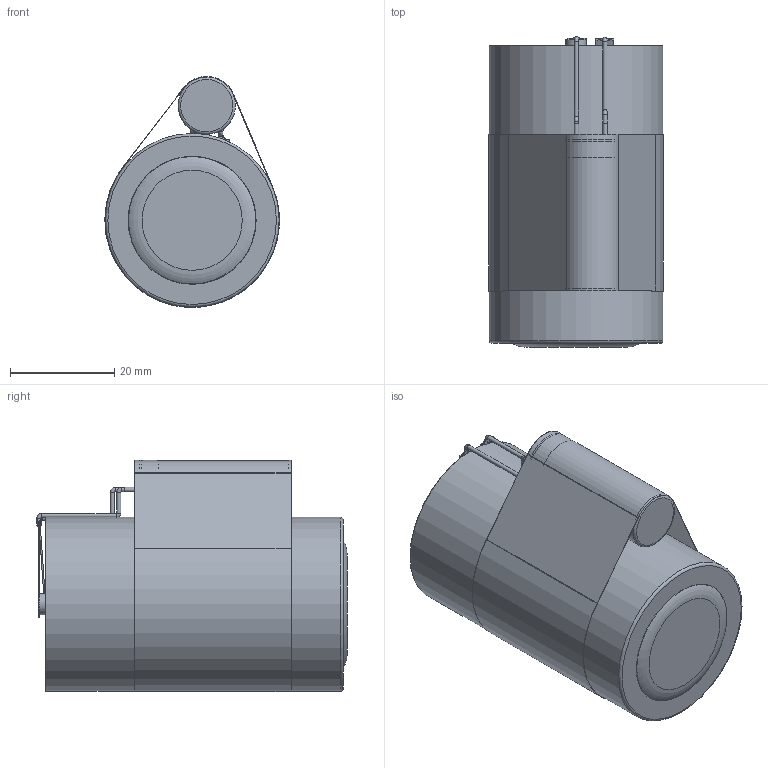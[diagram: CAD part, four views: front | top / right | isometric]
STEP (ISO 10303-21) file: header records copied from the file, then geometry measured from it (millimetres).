
FILE_DESCRIPTION (( 'STEP AP203' ), '1' );
FILE_NAME ('6VW3-10.STEP', '2022-02-01T16:10:57', ( '' ), ( '' ), 'SwSTEP 2.0', 'SolidWorks 2020', '' );
FILE_SCHEMA (( 'CONFIG_CONTROL_DESIGN' ));
Length unit declared in the file: millimetre
Products named in the file (6): T-605682-003-3M_SCOTCH_56_TAPE; T-605682-003-2-XLC 1030; T-605682-003-FLAT_WIRE_NEG; T-605682-003-FLAT_WIRE_POS; 6VW3-10; T-605682-003-BATTERY
Assembly tree (5 placements, depth 2):
  6VW3-10
    T-605682-003-BATTERY
    T-605682-003-2-XLC 1030
    T-605682-003-FLAT_WIRE_POS
    T-605682-003-FLAT_WIRE_NEG
    T-605682-003-3M_SCOTCH_56_TAPE
Bounding box: 33.45 x 59.48 x 44.3 mm (x, y, z)
Volume: 53146.2 mm3; surface area: 16691.2 mm2
Topology: 5 solids, 5 shells, 108 faces, 244 edges, 154 vertices
Faces by surface type: plane 48, cylinder 38, torus 18, bspline 4
Full cylindrical faces by diameter (mm): 0.8 x6, 0.9 x2, 4 x1, 11 x2, 32 x1, 32.5 x1, 33.3 x1
Entity records: 3598 total; most frequent: CARTESIAN_POINT 728, DIRECTION 462, ORIENTED_EDGE 422, EDGE_CURVE 211, AXIS2_PLACEMENT_3D 177, VERTEX_POINT 151, EDGE_LOOP 148, FACE_OUTER_BOUND 138
